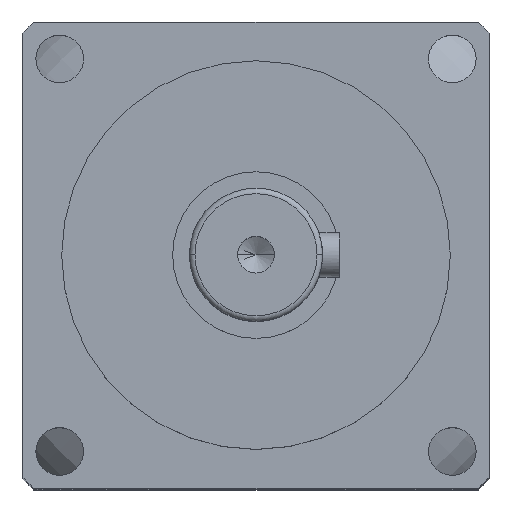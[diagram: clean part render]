
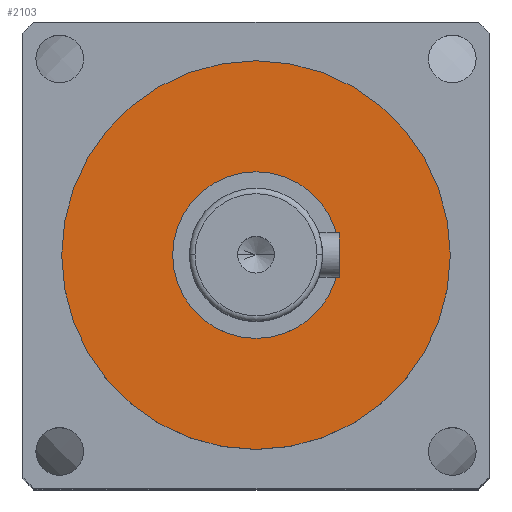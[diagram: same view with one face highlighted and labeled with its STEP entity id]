
A CAD part, top view. The second image highlights one B-rep face of the part: STEP entity #2103.
In plain terms, the highlighted planar face has unit normal (0, 0, 1).
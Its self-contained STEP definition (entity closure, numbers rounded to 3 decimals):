
#212 = ORIENTED_EDGE ( 'NONE', *, *, #1540, .F. ) ;
#260 = VERTEX_POINT ( 'NONE', #2534 ) ;
#339 = EDGE_CURVE ( 'NONE', #434, #2508, #4887, .T. ) ;
#434 = VERTEX_POINT ( 'NONE', #2550 ) ;
#516 = CIRCLE ( 'NONE', #2906, 17.5 ) ;
#565 = ORIENTED_EDGE ( 'NONE', *, *, #5652, .F. ) ;
#694 = CARTESIAN_POINT ( 'NONE',  ( 0., 0., -21. ) ) ;
#762 = VERTEX_POINT ( 'NONE', #3185 ) ;
#820 = ORIENTED_EDGE ( 'NONE', *, *, #4841, .F. ) ;
#939 = FACE_BOUND ( 'NONE', #4660, .T. ) ;
#1540 = EDGE_CURVE ( 'NONE', #2508, #434, #4565, .T. ) ;
#1614 = DIRECTION ( 'NONE',  ( 0., 0., -1. ) ) ;
#1641 = DIRECTION ( 'NONE',  ( 0., 0., 1. ) ) ;
#1842 = AXIS2_PLACEMENT_3D ( 'NONE', #4079, #1641, #6108 ) ;
#1891 = PLANE ( 'NONE',  #4585 ) ;
#2050 = CARTESIAN_POINT ( 'NONE',  ( 7.5, 0., -21. ) ) ;
#2103 = ADVANCED_FACE ( 'NONE', ( #939, #2405 ), #1891, .F. ) ;
#2320 = DIRECTION ( 'NONE',  ( 1., 0., 0. ) ) ;
#2405 = FACE_OUTER_BOUND ( 'NONE', #5095, .T. ) ;
#2508 = VERTEX_POINT ( 'NONE', #2050 ) ;
#2534 = CARTESIAN_POINT ( 'NONE',  ( 17.5, 0., -21. ) ) ;
#2550 = CARTESIAN_POINT ( 'NONE',  ( -7.5, 0., -21. ) ) ;
#2722 = DIRECTION ( 'NONE',  ( 0., 0., -1. ) ) ;
#2904 = CARTESIAN_POINT ( 'NONE',  ( 0., 17.5, -21. ) ) ;
#2906 = AXIS2_PLACEMENT_3D ( 'NONE', #5682, #2722, #6185 ) ;
#3185 = CARTESIAN_POINT ( 'NONE',  ( -17.5, 0., -21. ) ) ;
#3390 = DIRECTION ( 'NONE',  ( -1., 0., 0. ) ) ;
#3513 = ORIENTED_EDGE ( 'NONE', *, *, #339, .F. ) ;
#3856 = AXIS2_PLACEMENT_3D ( 'NONE', #694, #1614, #6117 ) ;
#4079 = CARTESIAN_POINT ( 'NONE',  ( 0., 0., -21. ) ) ;
#4133 = CIRCLE ( 'NONE', #3856, 17.5 ) ;
#4272 = CARTESIAN_POINT ( 'NONE',  ( 0., 0., -21. ) ) ;
#4565 = CIRCLE ( 'NONE', #5206, 7.5 ) ;
#4585 = AXIS2_PLACEMENT_3D ( 'NONE', #2904, #5342, #3390 ) ;
#4660 = EDGE_LOOP ( 'NONE', ( #212, #3513 ) ) ;
#4841 = EDGE_CURVE ( 'NONE', #260, #762, #516, .T. ) ;
#4887 = CIRCLE ( 'NONE', #1842, 7.5 ) ;
#5095 = EDGE_LOOP ( 'NONE', ( #820, #565 ) ) ;
#5206 = AXIS2_PLACEMENT_3D ( 'NONE', #4272, #5265, #2320 ) ;
#5265 = DIRECTION ( 'NONE',  ( 0., 0., 1. ) ) ;
#5342 = DIRECTION ( 'NONE',  ( 0., 0., -1. ) ) ;
#5652 = EDGE_CURVE ( 'NONE', #762, #260, #4133, .T. ) ;
#5682 = CARTESIAN_POINT ( 'NONE',  ( 0., 0., -21. ) ) ;
#6108 = DIRECTION ( 'NONE',  ( 1., 0., 0. ) ) ;
#6117 = DIRECTION ( 'NONE',  ( 1., 0., 0. ) ) ;
#6185 = DIRECTION ( 'NONE',  ( 1., 0., 0. ) ) ;
